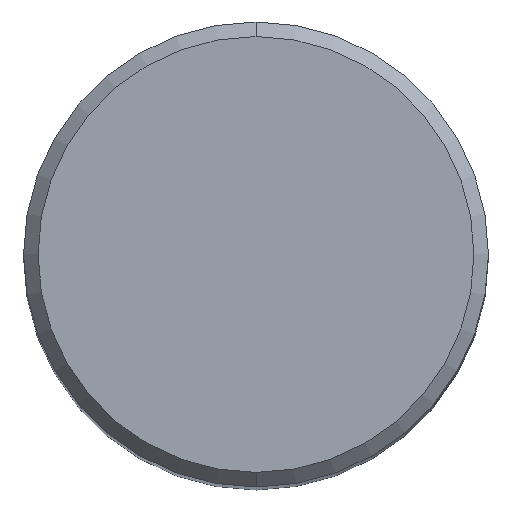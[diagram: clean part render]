
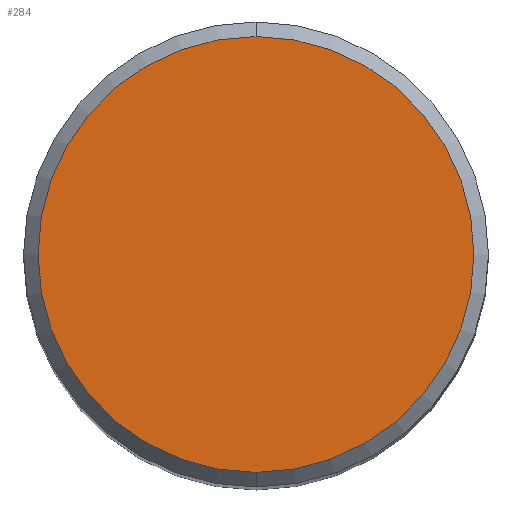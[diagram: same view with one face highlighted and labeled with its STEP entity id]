
A CAD part, top view. The second image highlights one B-rep face of the part: STEP entity #284.
In plain terms, the highlighted planar face has unit normal (0, 0, 1).
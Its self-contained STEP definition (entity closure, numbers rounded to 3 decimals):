
#170=VERTEX_POINT('',#386);
#212=VERTEX_POINT('',#433);
#284=ADVANCED_FACE('',(#513),#514,.T.);
#302=EDGE_CURVE('',#212,#170,#535,.T.);
#310=EDGE_CURVE('',#170,#212,#543,.T.);
#386=CARTESIAN_POINT('',(0.,-15.0,0.0));
#433=CARTESIAN_POINT('',(0.0,15.0,0.0));
#513=FACE_OUTER_BOUND('',#792,.T.);
#514=PLANE('',#793);
#535=CIRCLE('',#821,15.0);
#543=CIRCLE('',#833,15.0);
#792=EDGE_LOOP('',(#1071,#1072));
#793=AXIS2_PLACEMENT_3D('',#1073,#1074,#1075);
#821=AXIS2_PLACEMENT_3D('',#1108,#1109,#1110);
#833=AXIS2_PLACEMENT_3D('',#1115,#1116,#1117);
#1071=ORIENTED_EDGE('',*,*,#302,.F.);
#1072=ORIENTED_EDGE('',*,*,#310,.F.);
#1073=CARTESIAN_POINT('',(0.0,7.5,0.0));
#1074=DIRECTION('',(-0.0,0.0,1.0));
#1075=DIRECTION('',(0.0,-1.0,0.0));
#1108=CARTESIAN_POINT('',(0.0,0.0,0.0));
#1109=DIRECTION('',(0.0,0.0,-1.0));
#1110=DIRECTION('',(0.0,1.0,0.0));
#1115=CARTESIAN_POINT('',(0.0,0.0,0.0));
#1116=DIRECTION('',(0.0,0.0,-1.0));
#1117=DIRECTION('',(0.0,1.0,0.0));
